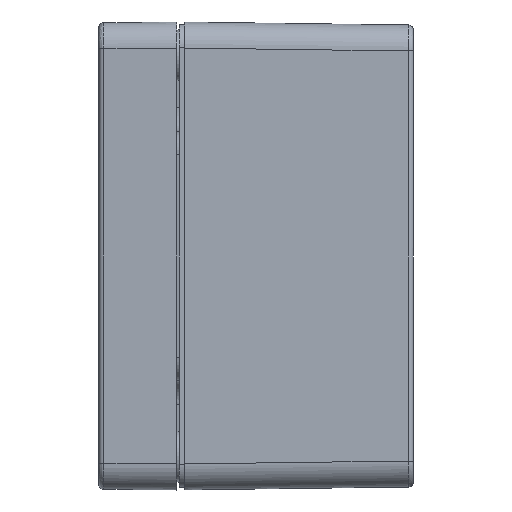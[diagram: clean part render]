
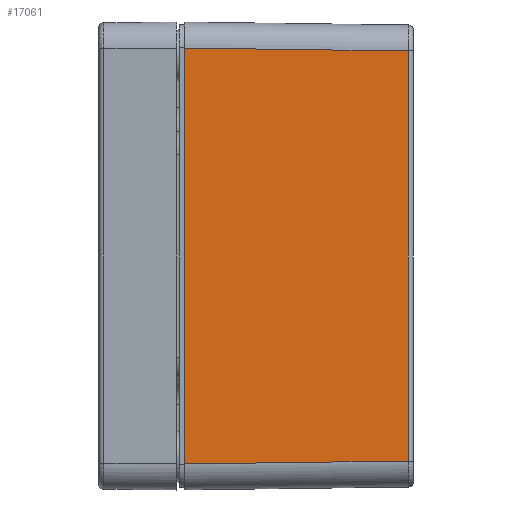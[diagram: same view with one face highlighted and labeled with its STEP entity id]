
A CAD part, left-side view. The second image highlights one B-rep face of the part: STEP entity #17061.
In plain terms, the highlighted planar face has unit normal (-1, -0.013, 0).
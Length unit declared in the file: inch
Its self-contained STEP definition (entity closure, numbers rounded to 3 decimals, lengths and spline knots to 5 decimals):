
#2385 = PLANE ( 'NONE',  #16652 ) ;
#2449 = VERTEX_POINT ( 'NONE', #26615 ) ;
#3449 = EDGE_CURVE ( 'NONE', #2449, #29411, #38917, .T. ) ;
#3905 = ORIENTED_EDGE ( 'NONE', *, *, #52951, .T. ) ;
#4433 = VECTOR ( 'NONE', #46282, 39.37008 ) ;
#8815 = EDGE_CURVE ( 'NONE', #47769, #29411, #48313, .T. ) ;
#11372 = CARTESIAN_POINT ( 'NONE',  ( -0.50043, -0.03937, -0.28008 ) ) ;
#11908 = LINE ( 'NONE', #11372, #19556 ) ;
#12148 = EDGE_CURVE ( 'NONE', #16290, #47769, #34497, .T. ) ;
#16169 = DIRECTION ( 'NONE',  ( 0.013, -1., -0.013 ) ) ;
#16290 = VERTEX_POINT ( 'NONE', #31533 ) ;
#16652 = AXIS2_PLACEMENT_3D ( 'NONE', #35820, #30748, #18705 ) ;
#17061 = ADVANCED_FACE ( 'NONE', ( #52159 ), #2385, .T. ) ;
#18595 = EDGE_LOOP ( 'NONE', ( #48684, #19364, #20668, #3905 ) ) ;
#18705 = DIRECTION ( 'NONE',  ( -0.013, 1., 0. ) ) ;
#19364 = ORIENTED_EDGE ( 'NONE', *, *, #8815, .F. ) ;
#19556 = VECTOR ( 'NONE', #44537, 39.37008 ) ;
#20668 = ORIENTED_EDGE ( 'NONE', *, *, #12148, .F. ) ;
#20963 = CARTESIAN_POINT ( 'NONE',  ( -0.50068, -0.02061, 2.86878 ) ) ;
#21128 = CARTESIAN_POINT ( 'NONE',  ( -0.50043, -0.03937, 1.29423 ) ) ;
#26615 = CARTESIAN_POINT ( 'NONE',  ( -0.47826, -1.7328, -0.25791 ) ) ;
#27893 = VECTOR ( 'NONE', #39425, 39.37008 ) ;
#29411 = VERTEX_POINT ( 'NONE', #51336 ) ;
#30398 = VECTOR ( 'NONE', #16169, 39.37008 ) ;
#30748 = DIRECTION ( 'NONE',  ( -1., -0.013, 0. ) ) ;
#31533 = CARTESIAN_POINT ( 'NONE',  ( -0.50043, -0.03937, -0.28008 ) ) ;
#34497 = LINE ( 'NONE', #21128, #4433 ) ;
#35820 = CARTESIAN_POINT ( 'NONE',  ( -0.50095, 0., -0.47743 ) ) ;
#38917 = LINE ( 'NONE', #39684, #27893 ) ;
#39425 = DIRECTION ( 'NONE',  ( 0., 0., 1. ) ) ;
#39684 = CARTESIAN_POINT ( 'NONE',  ( -0.47826, -1.7328, -0.47743 ) ) ;
#42040 = CARTESIAN_POINT ( 'NONE',  ( -0.50043, -0.03937, 2.86853 ) ) ;
#44537 = DIRECTION ( 'NONE',  ( 0.013, -1., 0.013 ) ) ;
#46282 = DIRECTION ( 'NONE',  ( 0., 0., 1. ) ) ;
#47769 = VERTEX_POINT ( 'NONE', #42040 ) ;
#48313 = LINE ( 'NONE', #20963, #30398 ) ;
#48684 = ORIENTED_EDGE ( 'NONE', *, *, #3449, .T. ) ;
#51336 = CARTESIAN_POINT ( 'NONE',  ( -0.47826, -1.7328, 2.84636 ) ) ;
#52159 = FACE_OUTER_BOUND ( 'NONE', #18595, .T. ) ;
#52951 = EDGE_CURVE ( 'NONE', #16290, #2449, #11908, .T. ) ;
